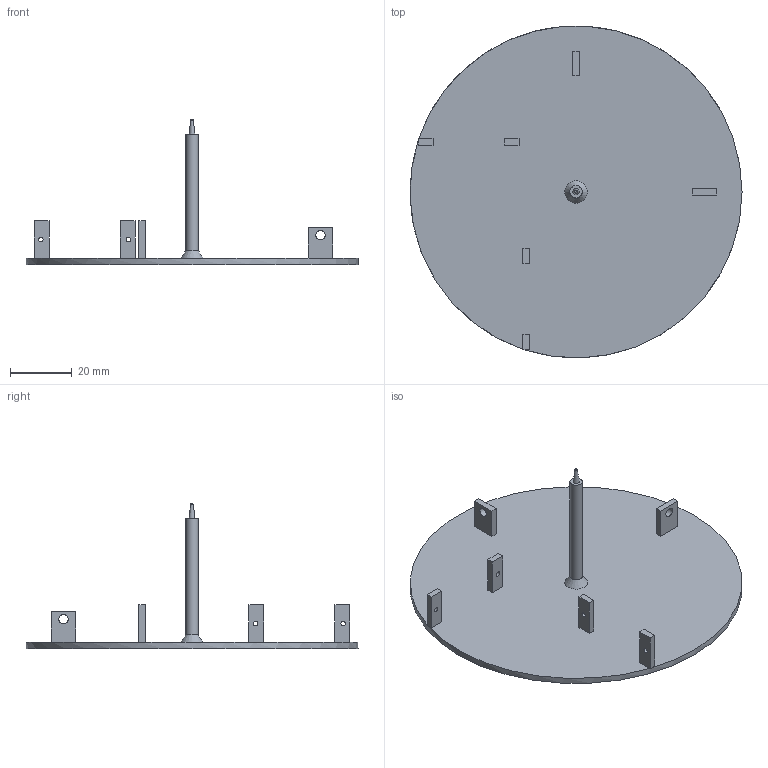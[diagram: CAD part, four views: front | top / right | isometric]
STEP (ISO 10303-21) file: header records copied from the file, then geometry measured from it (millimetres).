
FILE_DESCRIPTION(/* description */ ('STEP AP242','CAx-IF Rec.Pracs.---Representation and Presentation of Product Manufacturing Information (PMI)---4.0---2014-10-13','CAx-IF Rec.Pracs.---3D Tessellated Geometry---0.4---2014-09-14','2;1'),/* implementation_level */ '2;1');
FILE_NAME(/* name */ '67f4dd39658aba63e3e5b794',/* time_stamp */ '2025-04-08T08:24:26Z',/* author */ (''),/* organization */ (''),/* preprocessor_version */ 'ST-DEVELOPER v20',/* originating_system */ 'ONSHAPE BY PTC INC, 1.196',/* authorisation */ ' ');
FILE_SCHEMA (('AP242_MANAGED_MODEL_BASED_3D_ENGINEERING_MIM_LF { 1 0 10303 442 1 1 4 }'));
Length unit declared in the file: metre
Products named in the file (1): Part 2
Bounding box: 107.31 x 107.31 x 46.93 mm (x, y, z)
Volume: 19376.8 mm3; surface area: 20371.8 mm2
Topology: 1 solids, 1 shells, 46 faces, 114 edges, 75 vertices
Faces by surface type: plane 35, cylinder 8, cone 2, sphere 1
Full cylindrical faces by diameter (mm): 1.5 x4, 3 x2, 4 x1, 107.306 x1
Entity records: 1302 total; most frequent: CARTESIAN_POINT 215, DIRECTION 214, ORIENTED_EDGE 196, EDGE_CURVE 98, LINE 76, VECTOR 76, EDGE_LOOP 74, FACE_BOUND 74
